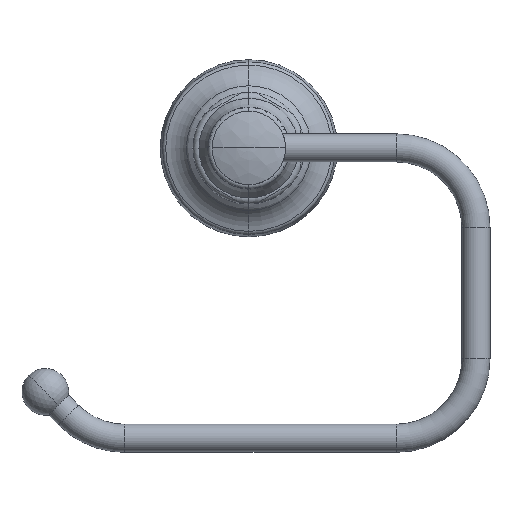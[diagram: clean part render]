
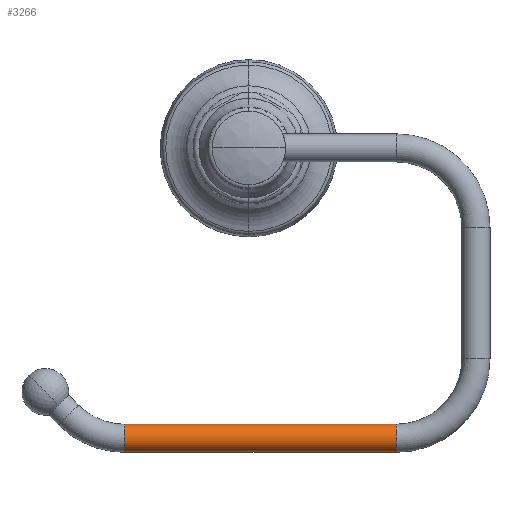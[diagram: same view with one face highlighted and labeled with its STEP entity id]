
A CAD part, top view. The second image highlights one B-rep face of the part: STEP entity #3266.
In plain terms, the highlighted cylindrical face has radius 4.763 mm (diameter 9.525 mm), a partial arc.
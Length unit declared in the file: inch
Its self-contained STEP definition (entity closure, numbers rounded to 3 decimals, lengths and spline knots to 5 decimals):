
#2960=DIRECTION('',(-1.,0.,0.));
#2961=VECTOR('',#2960,3.625);
#2962=CARTESIAN_POINT('',(1.969,-3.6875,2.531));
#2963=LINE('',#2962,#2961);
#2964=CARTESIAN_POINT('',(1.969,-3.875,2.531));
#2965=DIRECTION('',(-1.,0.,0.));
#2966=DIRECTION('',(0.,-1.,0.));
#2967=AXIS2_PLACEMENT_3D('',#2964,#2965,#2966);
#2969=DIRECTION('',(-1.,0.,0.));
#2970=VECTOR('',#2969,3.625);
#2971=CARTESIAN_POINT('',(1.969,-4.0625,2.531));
#2972=LINE('',#2971,#2970);
#2973=CARTESIAN_POINT('',(-1.656,-3.875,2.531));
#2974=DIRECTION('',(-1.,0.,0.));
#2975=DIRECTION('',(0.,-1.,0.));
#2976=AXIS2_PLACEMENT_3D('',#2973,#2974,#2975);
#3063=CARTESIAN_POINT('',(1.969,-3.6875,2.531));
#3064=CARTESIAN_POINT('',(1.969,-4.0625,2.531));
#3065=VERTEX_POINT('',#3063);
#3066=VERTEX_POINT('',#3064);
#3067=CARTESIAN_POINT('',(-1.656,-3.6875,2.531));
#3068=CARTESIAN_POINT('',(-1.656,-4.0625,2.531));
#3069=VERTEX_POINT('',#3067);
#3070=VERTEX_POINT('',#3068);
#3254=CARTESIAN_POINT('',(1.969,-3.875,2.531));
#3255=DIRECTION('',(-1.,0.,0.));
#3256=DIRECTION('',(0.,1.,0.));
#3257=AXIS2_PLACEMENT_3D('',#3254,#3255,#3256);
#3258=CYLINDRICAL_SURFACE('',#3257,0.1875);
#3259=ORIENTED_EDGE('',*,*,#3219,.F.);
#3260=ORIENTED_EDGE('',*,*,#3249,.T.);
#3262=ORIENTED_EDGE('',*,*,#3261,.T.);
#3263=ORIENTED_EDGE('',*,*,#3245,.F.);
#3264=EDGE_LOOP('',(#3259,#3260,#3262,#3263));
#3265=FACE_OUTER_BOUND('',#3264,.F.);
#3266=ADVANCED_FACE('',(#3265),#3258,.T.);
#2968=CIRCLE('',#2967,0.1875);
#2977=CIRCLE('',#2976,0.1875);
#3219=EDGE_CURVE('',#3066,#3065,#2968,.T.);
#3245=EDGE_CURVE('',#3065,#3069,#2963,.T.);
#3249=EDGE_CURVE('',#3066,#3070,#2972,.T.);
#3261=EDGE_CURVE('',#3070,#3069,#2977,.T.);
